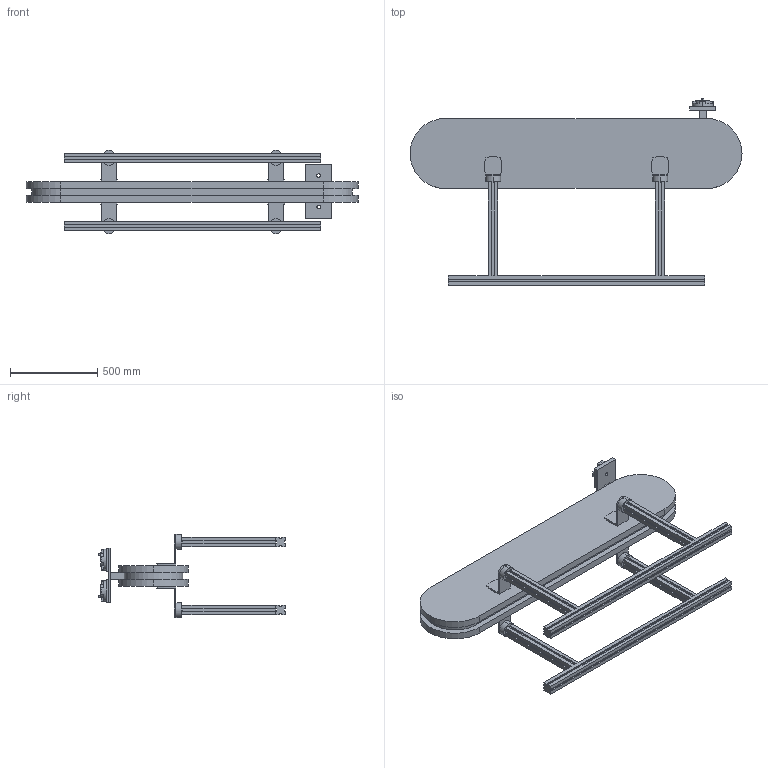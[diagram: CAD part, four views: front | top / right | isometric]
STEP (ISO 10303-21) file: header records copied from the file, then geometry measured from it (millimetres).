
FILE_DESCRIPTION (( 'STEP AP214' ), '1' );
FILE_NAME ('Final Assembly of Slat Conveyor.STEP', '2017-07-28T12:11:31', ( 'ta3' ), ( '' ), 'SwSTEP 2.0', 'SolidWorks 2012', '' );
FILE_SCHEMA (( 'AUTOMOTIVE_DESIGN' ));
Length unit declared in the file: millimetre
Products named in the file (4): Assem3; Fixture _new Single; Slat Conveyor; Final Assembly of Slat Conveyor
Assembly tree (3 placements, depth 3):
  Final Assembly of Slat Conveyor
    Slat Conveyor
    Assem3
      Fixture _new Single
Bounding box: 1900 x 1068.59 x 475.73 mm (x, y, z)
Volume: 98775217.6 mm3; surface area: 3949516.3 mm2
Topology: 2 solids, 2 shells, 262 faces, 725 edges, 482 vertices
Faces by surface type: plane 207, cylinder 55
Entity records: 10544 total; most frequent: CARTESIAN_POINT 1476, ORIENTED_EDGE 1450, DIRECTION 1405, EDGE_CURVE 725, LINE 583, VECTOR 583, VERTEX_POINT 482, AXIS2_PLACEMENT_3D 411
